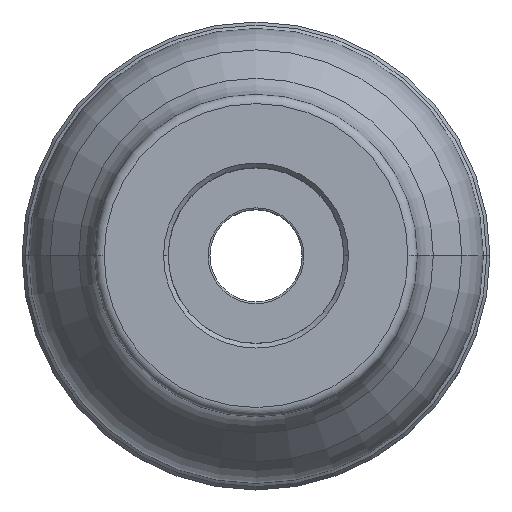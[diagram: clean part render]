
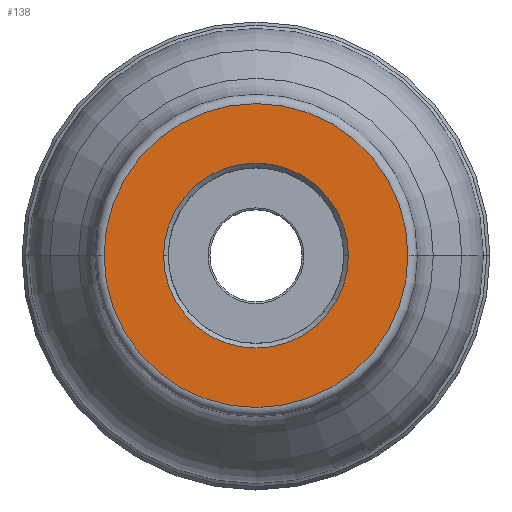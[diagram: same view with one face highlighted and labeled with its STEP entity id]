
A CAD part, top view. The second image highlights one B-rep face of the part: STEP entity #138.
In plain terms, the highlighted planar face has unit normal (0, 0, 1).
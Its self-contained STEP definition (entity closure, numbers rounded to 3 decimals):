
#82=PLANE('',#1429);
#92=FACE_BOUND('',#314,.T.);
#93=FACE_BOUND('',#315,.T.);
#138=ADVANCED_FACE('',(#92,#93),#82,.F.);
#314=EDGE_LOOP('',(#512,#513,#514,#515));
#315=EDGE_LOOP('',(#516,#517));
#512=ORIENTED_EDGE('',*,*,#886,.F.);
#513=ORIENTED_EDGE('',*,*,#884,.F.);
#514=ORIENTED_EDGE('',*,*,#883,.F.);
#515=ORIENTED_EDGE('',*,*,#887,.T.);
#516=ORIENTED_EDGE('',*,*,#888,.F.);
#517=ORIENTED_EDGE('',*,*,#889,.F.);
#748=VERTEX_POINT('',#2187);
#749=VERTEX_POINT('',#2189);
#750=VERTEX_POINT('',#2191);
#751=VERTEX_POINT('',#2195);
#752=VERTEX_POINT('',#2199);
#753=VERTEX_POINT('',#2200);
#883=EDGE_CURVE('',#748,#749,#1036,.T.);
#884=EDGE_CURVE('',#749,#750,#1037,.T.);
#886=EDGE_CURVE('',#750,#751,#1039,.T.);
#887=EDGE_CURVE('',#748,#751,#1040,.T.);
#888=EDGE_CURVE('',#752,#753,#1041,.T.);
#889=EDGE_CURVE('',#753,#752,#1042,.T.);
#1036=CIRCLE('',#1420,33.);
#1037=CIRCLE('',#1421,33.);
#1039=CIRCLE('',#1424,33.);
#1040=CIRCLE('',#1425,33.);
#1041=CIRCLE('',#1427,20.085);
#1042=CIRCLE('',#1428,20.085);
#1420=AXIS2_PLACEMENT_3D('',#2188,#1757,#1758);
#1421=AXIS2_PLACEMENT_3D('',#2190,#1759,#1760);
#1424=AXIS2_PLACEMENT_3D('',#2194,#1765,#1766);
#1425=AXIS2_PLACEMENT_3D('',#2196,#1767,#1768);
#1427=AXIS2_PLACEMENT_3D('',#2198,#1771,#1772);
#1428=AXIS2_PLACEMENT_3D('',#2201,#1773,#1774);
#1429=AXIS2_PLACEMENT_3D('',#2202,#1775,#1776);
#1757=DIRECTION('',(0.,0.,-1.));
#1758=DIRECTION('',(1.,0.,0.));
#1759=DIRECTION('',(0.,0.,-1.));
#1760=DIRECTION('',(1.,-0.001,0.));
#1765=DIRECTION('',(0.,0.,-1.));
#1766=DIRECTION('',(-1.,0.001,0.));
#1767=DIRECTION('',(0.,0.,1.));
#1768=DIRECTION('',(-1.,0.001,0.));
#1771=DIRECTION('',(0.,0.,1.));
#1772=DIRECTION('',(1.,0.,0.));
#1773=DIRECTION('',(0.,0.,1.));
#1774=DIRECTION('',(-1.,0.,0.));
#1775=DIRECTION('',(0.,0.,-1.));
#1776=DIRECTION('',(1.,0.,0.));
#2187=CARTESIAN_POINT('',(33.,0.,0.));
#2188=CARTESIAN_POINT('',(0.,0.,0.));
#2189=CARTESIAN_POINT('',(33.,-0.021,0.));
#2190=CARTESIAN_POINT('',(0.,0.,0.));
#2191=CARTESIAN_POINT('',(-33.,0.,0.));
#2194=CARTESIAN_POINT('',(0.,0.,0.));
#2195=CARTESIAN_POINT('',(-33.,0.021,0.));
#2196=CARTESIAN_POINT('',(0.,0.,0.));
#2198=CARTESIAN_POINT('',(0.,0.,0.));
#2199=CARTESIAN_POINT('',(20.085,0.,0.));
#2200=CARTESIAN_POINT('',(-20.085,0.,0.));
#2201=CARTESIAN_POINT('',(0.,0.,0.));
#2202=CARTESIAN_POINT('',(0.,0.,0.));
